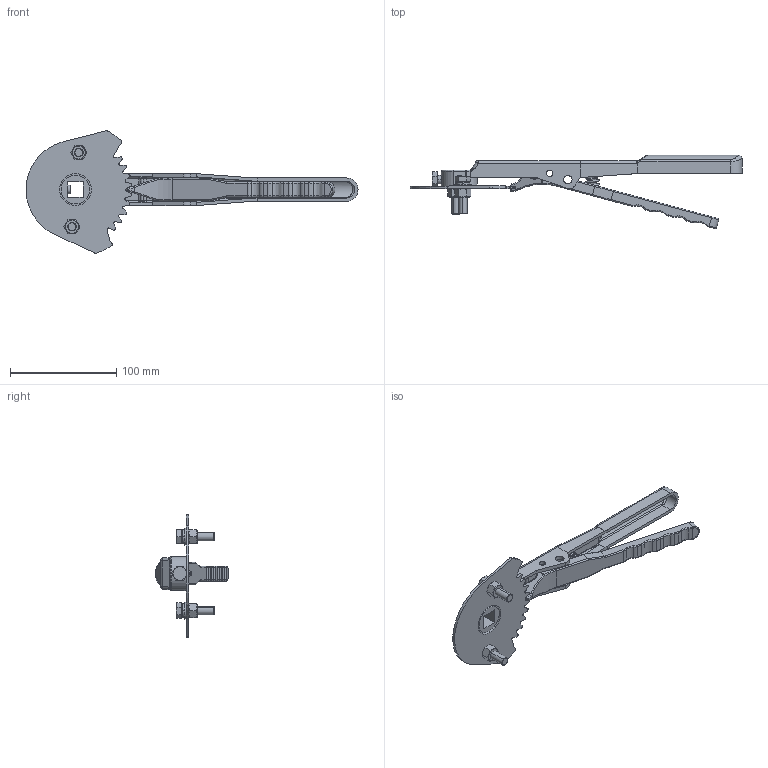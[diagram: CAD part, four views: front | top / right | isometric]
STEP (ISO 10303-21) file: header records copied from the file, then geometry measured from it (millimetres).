
FILE_DESCRIPTION (( 'STEP AP203' ), '1' );
FILE_NAME ('4-6.STEP', '2024-10-18T03:00:40', ( '' ), ( '' ), 'SwSTEP 2.0', 'SolidWorks 2018', '' );
FILE_SCHEMA (( 'CONFIG_CONTROL_DESIGN' ));
Length unit declared in the file: millimetre
Products named in the file (10): 4-6; hexagon nuts grade c gb_GB_FASTENER_NUT_SNC1 M8-N; hexagon head bolts-full thread gb_GB_FASTENER_BOLT_STBAB A M8X16-C; 粟銅 - 萵掛; spring lock washers--normal type gb_GB_FASTENER_WASHER_SW 8; 4-5萵忒梟; 4-6陔倰喘攫(4-6); hexagon head bolts-full thread gb_GB_FASTENER_BOLT_STBAB A M8X30-C; 4-5主手柄-无尖头 2顶丝; plain washers--product grade c gb_GB_FASTENER_WASHER_SMWC 8
Assembly tree (13 placements, depth 2):
  4-6
    4-5萵忒梟
    4-5主手柄-无尖头 2顶丝
    粟銅 - 萵掛
    4-6陔倰喘攫(4-6)
    plain washers--product grade c gb_GB_FASTENER_WASHER_SMWC 8  x2
    spring lock washers--normal type gb_GB_FASTENER_WASHER_SW 8  x2
    hexagon head bolts-full thread gb_GB_FASTENER_BOLT_STBAB A M8X30-C  x2
    hexagon nuts grade c gb_GB_FASTENER_NUT_SNC1 M8-N  x2
    hexagon head bolts-full thread gb_GB_FASTENER_BOLT_STBAB A M8X16-C
Bounding box: 312.49 x 69.14 x 115.15 mm (x, y, z)
Volume: 95233.8 mm3; surface area: 68196 mm2
Topology: 13 solids, 13 shells, 828 faces, 2048 edges, 1265 vertices
Faces by surface type: plane 318, cylinder 258, bspline 116, torus 68, cone 42, sphere 26
Entity records: 34133 total; most frequent: CARTESIAN_POINT 15331, ORIENTED_EDGE 3796, DIRECTION 3538, EDGE_CURVE 1898, AXIS2_PLACEMENT_3D 1291, VERTEX_POINT 1177, LINE 956, VECTOR 956
